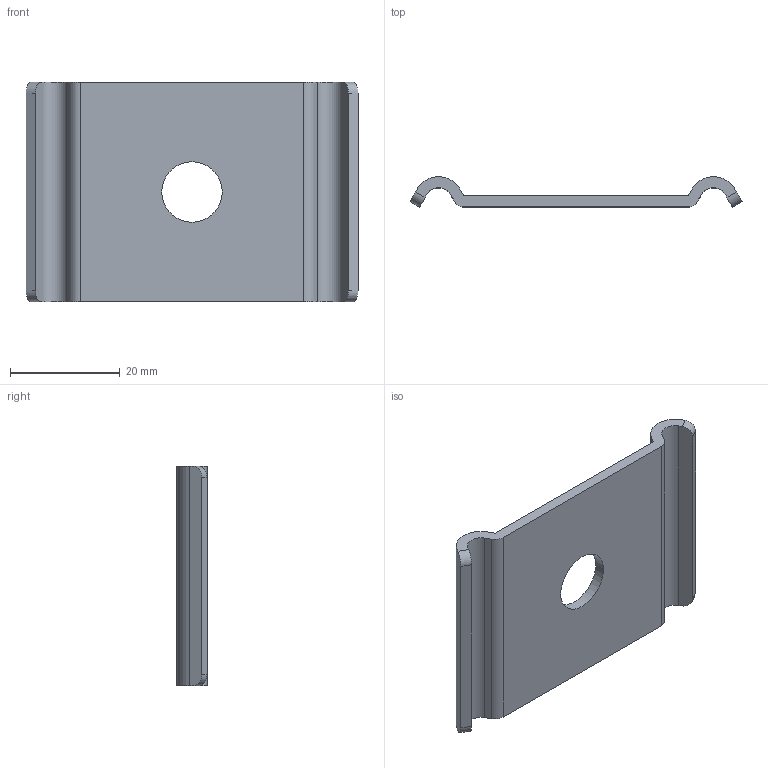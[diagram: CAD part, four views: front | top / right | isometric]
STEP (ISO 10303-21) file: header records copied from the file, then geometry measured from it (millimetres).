
FILE_DESCRIPTION(('CoCreate Modeling STEP Export'),'2;1');
FILE_NAME('027439_1-6015310.step','2013-11-26T15:19:21',(''),(''),'CoCreate Modeling STEP processor for AP214 (Solid Model)','CoCreate Modeling 16.00B 02-Dec-2008 (C) Parametric Technology GmbH','');
FILE_SCHEMA(('AUTOMOTIVE_DESIGN { 1 0 10303 214 1 1 1 1 }'));
Length unit declared in the file: millimetre
Products named in the file (2): Gitterrinnenklemmstück
Assembly tree (1 placements, depth 2):
  Gitterrinnenklemmstück
    Gitterrinnenklemmstück
Bounding box: 60.39 x 5.5 x 40 mm (x, y, z)
Volume: 5049.2 mm3; surface area: 5533.8 mm2
Topology: 1 solids, 1 shells, 28 faces, 78 edges, 52 vertices
Faces by surface type: plane 14, cylinder 14
Entity records: 944 total; most frequent: DIRECTION 160, CARTESIAN_POINT 157, ORIENTED_EDGE 156, EDGE_CURVE 78, AXIS2_PLACEMENT_3D 55, VERTEX_POINT 52, VECTOR 50, LINE 50
